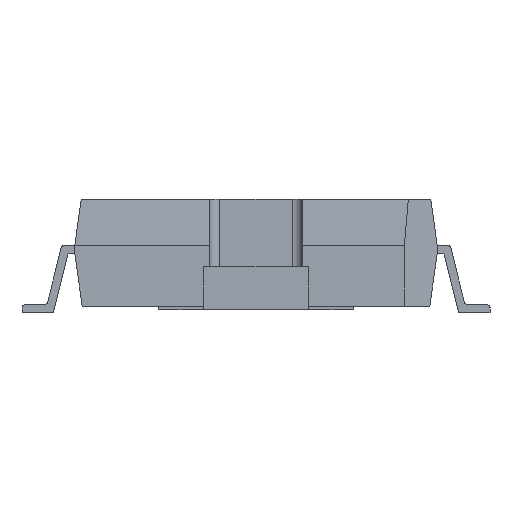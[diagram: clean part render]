
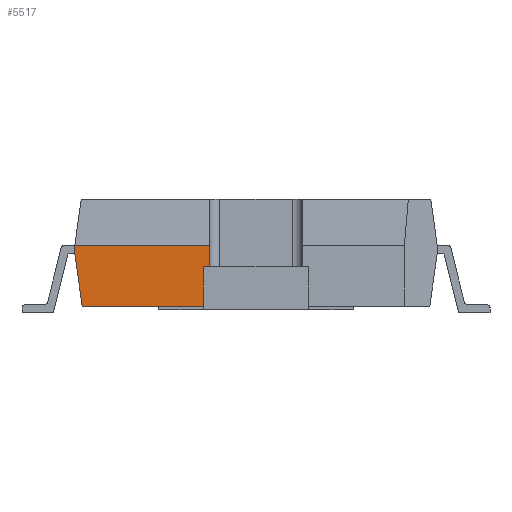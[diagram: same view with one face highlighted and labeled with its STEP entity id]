
A CAD part, left-side view. The second image highlights one B-rep face of the part: STEP entity #5517.
In plain terms, the highlighted planar face has unit normal (-1, 0, 0).
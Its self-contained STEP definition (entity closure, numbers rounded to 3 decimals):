
#296 = ORIENTED_EDGE ( 'NONE', *, *, #10420, .T. ) ;
#310 = CARTESIAN_POINT ( 'NONE',  ( -7.95, 5.5, 1.85 ) ) ;
#603 = CARTESIAN_POINT ( 'NONE',  ( -7.95, 1.4, 0. ) ) ;
#932 = PLANE ( 'NONE',  #16402 ) ;
#1222 = CARTESIAN_POINT ( 'NONE',  ( -7.95, 5.5, 3.25 ) ) ;
#1661 = VERTEX_POINT ( 'NONE', #310 ) ;
#1710 = CARTESIAN_POINT ( 'NONE',  ( -7.95, 1.4, 1.2 ) ) ;
#2452 = VERTEX_POINT ( 'NONE', #1710 ) ;
#2697 = LINE ( 'NONE', #603, #9201 ) ;
#3250 = DIRECTION ( 'NONE',  ( 0., 0., -1. ) ) ;
#3416 = CARTESIAN_POINT ( 'NONE',  ( -7.95, 1.6, 1.2 ) ) ;
#3754 = EDGE_CURVE ( 'NONE', #11739, #23766, #8811, .T. ) ;
#4952 = CARTESIAN_POINT ( 'NONE',  ( -7.95, 1.6, 0. ) ) ;
#5102 = VECTOR ( 'NONE', #9224, 1000. ) ;
#5361 = VECTOR ( 'NONE', #16758, 1000. ) ;
#5517 = ADVANCED_FACE ( 'NONE', ( #10435 ), #932, .F. ) ;
#6232 = ORIENTED_EDGE ( 'NONE', *, *, #8642, .F. ) ;
#8285 = LINE ( 'NONE', #15746, #17404 ) ;
#8642 = EDGE_CURVE ( 'NONE', #14869, #17071, #9438, .T. ) ;
#8811 = LINE ( 'NONE', #16259, #22461 ) ;
#9201 = VECTOR ( 'NONE', #10112, 1000. ) ;
#9224 = DIRECTION ( 'NONE',  ( 0., -1., 0. ) ) ;
#9438 = LINE ( 'NONE', #22254, #5361 ) ;
#9583 = CARTESIAN_POINT ( 'NONE',  ( -7.95, 7.1, 1.85 ) ) ;
#10112 = DIRECTION ( 'NONE',  ( 0., 0., 1. ) ) ;
#10332 = VERTEX_POINT ( 'NONE', #14516 ) ;
#10420 = EDGE_CURVE ( 'NONE', #14869, #23766, #18507, .T. ) ;
#10435 = FACE_OUTER_BOUND ( 'NONE', #11051, .T. ) ;
#10555 = CARTESIAN_POINT ( 'NONE',  ( -7.95, -5.5, 3.25 ) ) ;
#10755 = ORIENTED_EDGE ( 'NONE', *, *, #3754, .F. ) ;
#11051 = EDGE_LOOP ( 'NONE', ( #23232, #12807, #20924, #6232, #296, #10755, #14957 ) ) ;
#11739 = VERTEX_POINT ( 'NONE', #3416 ) ;
#12807 = ORIENTED_EDGE ( 'NONE', *, *, #20234, .F. ) ;
#13127 = VECTOR ( 'NONE', #15862, 1000. ) ;
#13791 = LINE ( 'NONE', #9583, #22792 ) ;
#14516 = CARTESIAN_POINT ( 'NONE',  ( -7.95, 1.4, 1.85 ) ) ;
#14869 = VERTEX_POINT ( 'NONE', #18105 ) ;
#14957 = ORIENTED_EDGE ( 'NONE', *, *, #21675, .F. ) ;
#15352 = EDGE_CURVE ( 'NONE', #2452, #10332, #2697, .T. ) ;
#15477 = EDGE_CURVE ( 'NONE', #1661, #17071, #22263, .T. ) ;
#15746 = CARTESIAN_POINT ( 'NONE',  ( -7.95, 1.6, 1.2 ) ) ;
#15862 = DIRECTION ( 'NONE',  ( 0., 0., -1. ) ) ;
#16174 = DIRECTION ( 'NONE',  ( 1., 0., 0. ) ) ;
#16259 = CARTESIAN_POINT ( 'NONE',  ( -7.95, 1.6, 1.2 ) ) ;
#16402 = AXIS2_PLACEMENT_3D ( 'NONE', #10555, #16174, #23496 ) ;
#16758 = DIRECTION ( 'NONE',  ( 0., 0.139, 0.99 ) ) ;
#16781 = CARTESIAN_POINT ( 'NONE',  ( -7.95, -5.5, 0. ) ) ;
#17071 = VERTEX_POINT ( 'NONE', #17657 ) ;
#17404 = VECTOR ( 'NONE', #19522, 1000. ) ;
#17657 = CARTESIAN_POINT ( 'NONE',  ( -7.95, 5.5, 1.6 ) ) ;
#18105 = CARTESIAN_POINT ( 'NONE',  ( -7.95, 5.275, 0. ) ) ;
#18507 = LINE ( 'NONE', #16781, #5102 ) ;
#19522 = DIRECTION ( 'NONE',  ( 0., 1., 0. ) ) ;
#20234 = EDGE_CURVE ( 'NONE', #1661, #10332, #13791, .T. ) ;
#20924 = ORIENTED_EDGE ( 'NONE', *, *, #15477, .T. ) ;
#20942 = DIRECTION ( 'NONE',  ( 0., -1., 0. ) ) ;
#21675 = EDGE_CURVE ( 'NONE', #2452, #11739, #8285, .T. ) ;
#22254 = CARTESIAN_POINT ( 'NONE',  ( -7.95, 5.275, 0. ) ) ;
#22263 = LINE ( 'NONE', #1222, #13127 ) ;
#22461 = VECTOR ( 'NONE', #3250, 1000. ) ;
#22792 = VECTOR ( 'NONE', #20942, 1000. ) ;
#23232 = ORIENTED_EDGE ( 'NONE', *, *, #15352, .T. ) ;
#23496 = DIRECTION ( 'NONE',  ( 0., 0., -1. ) ) ;
#23766 = VERTEX_POINT ( 'NONE', #4952 ) ;
